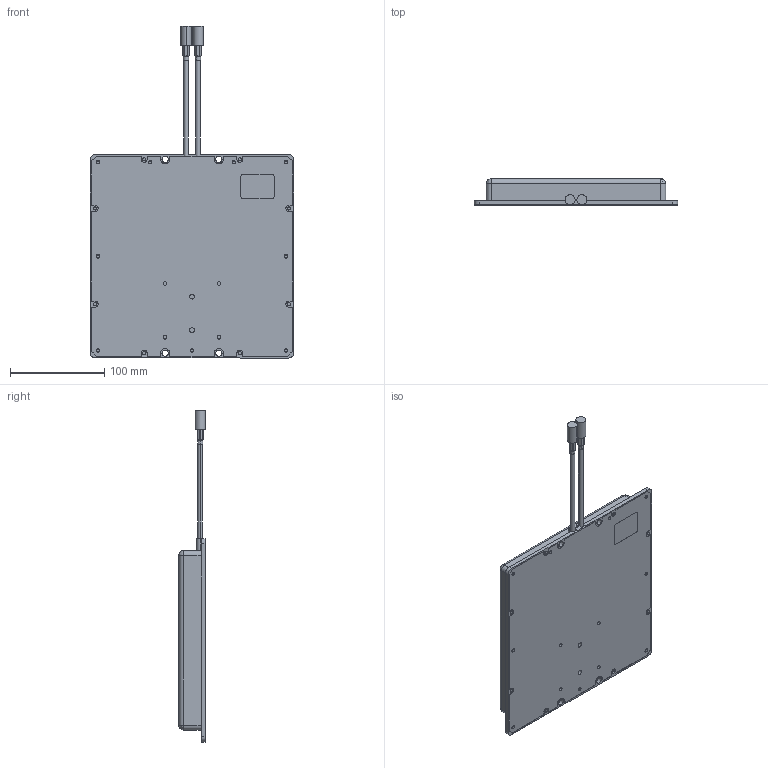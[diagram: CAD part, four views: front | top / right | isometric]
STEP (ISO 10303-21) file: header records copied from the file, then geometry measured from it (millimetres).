
FILE_DESCRIPTION (( 'STEP AP214' ), '1' );
FILE_NAME ('RE11DS_3D REV D.STEP', '2020-11-06T18:34:13', ( '' ), ( '' ), 'SwSTEP 2.0', 'SolidWorks 2018', '' );
FILE_SCHEMA (( 'AUTOMOTIVE_DESIGN' ));
Length unit declared in the file: inch
Products named in the file (7): HEATSH-HEX_stepd_195White; XCA-XX-0003^XA-RE11DS_3FT 195RW CABLE; CONNECTOR REP_Small; XF117-1041100; XA-RE11DS; RE11DS_3D REV D; XF072-1001110
Assembly tree (9 placements, depth 3):
  RE11DS_3D REV D
    XA-RE11DS
      XF117-1041100
      XF072-1001110
      XCA-XX-0003^XA-RE11DS_3FT 195RW CABLE  x2
    HEATSH-HEX_stepd_195White  x2
    CONNECTOR REP_Small  x2
Bounding box: 215.9 x 27.93 x 352.37 mm (x, y, z)
Volume: 248486.1 mm3; surface area: 235044.3 mm2
Topology: 8 solids, 8 shells, 545 faces, 1341 edges, 849 vertices
Faces by surface type: plane 235, cylinder 234, torus 28, cone 26, sphere 17, bspline 5
Entity records: 21642 total; most frequent: CARTESIAN_POINT 3128, DIRECTION 2663, ORIENTED_EDGE 2406, EDGE_CURVE 1203, AXIS2_PLACEMENT_3D 1000, VERTEX_POINT 773, LINE 663, VECTOR 663
